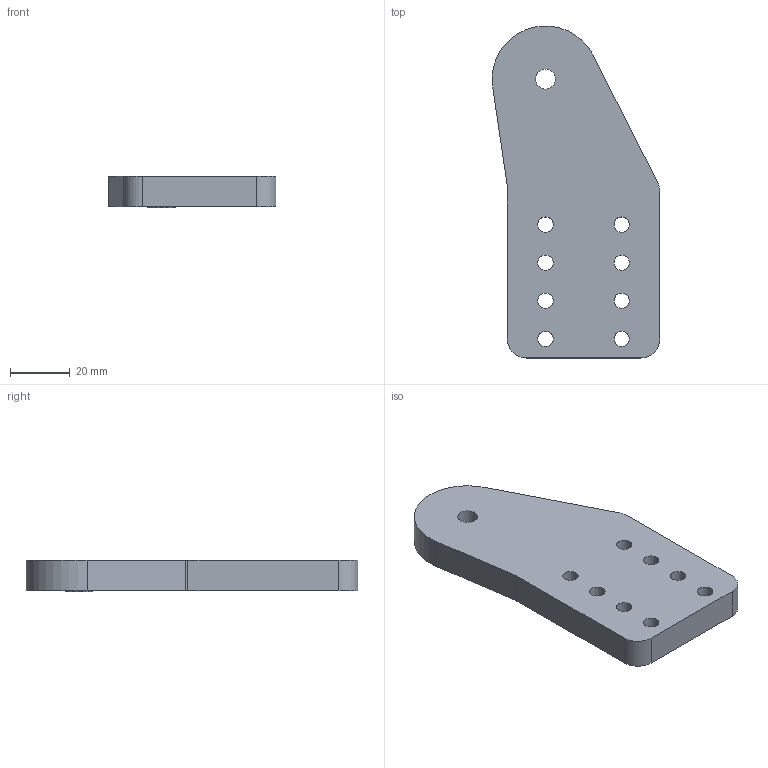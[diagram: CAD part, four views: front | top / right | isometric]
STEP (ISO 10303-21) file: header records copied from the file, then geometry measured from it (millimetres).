
FILE_DESCRIPTION(/* description */ ('STEP AP214'),/* implementation_level */ '2;1');
FILE_NAME(/* name */ '65c589925f58383adc4ca6fa',/* time_stamp */ '2024-02-09T02:10:26Z',/* author */ (''),/* organization */ (''),/* preprocessor_version */ 'ST-DEVELOPER v19.4',/* originating_system */ ' ',/* authorisation */ ' ');
FILE_SCHEMA (('AUTOMOTIVE_DESIGN {1 0 10303 214 3 1 1}'));
Length unit declared in the file: metre
Products named in the file (1): Part 1
Bounding box: 55.88 x 110.66 x 10.48 mm (x, y, z)
Volume: 48536 mm3; surface area: 14052.8 mm2
Topology: 1 solids, 1 shells, 23 faces, 60 edges, 40 vertices
Faces by surface type: cylinder 15, plane 8
Full cylindrical faces by diameter (mm): 5.105 x8, 6.604 x1, 9.144 x1
Entity records: 740 total; most frequent: DIRECTION 128, CARTESIAN_POINT 114, ORIENTED_EDGE 100, AXIS2_PLACEMENT_3D 54, EDGE_LOOP 52, FACE_BOUND 52, EDGE_CURVE 50, VERTEX_POINT 40
